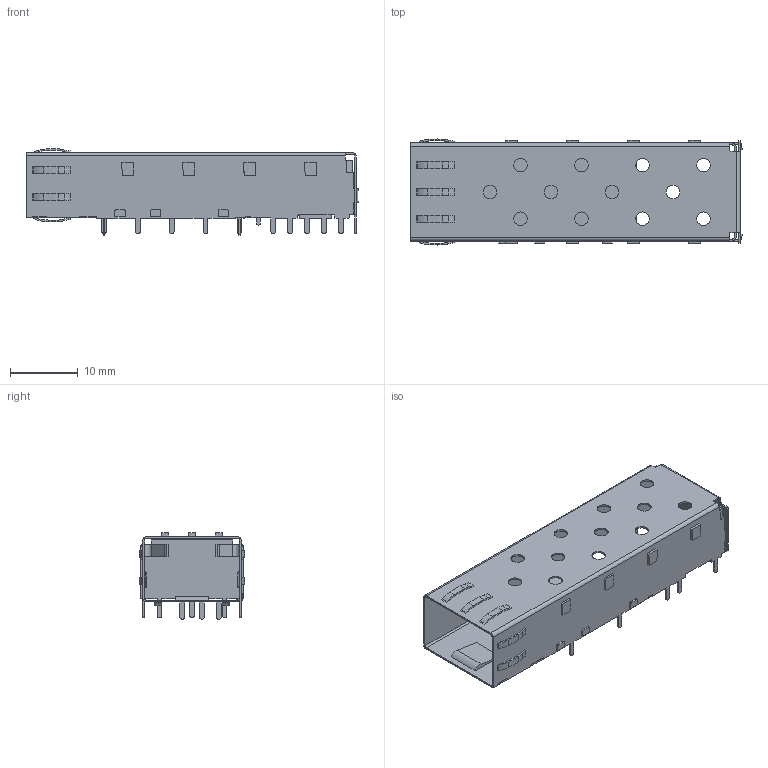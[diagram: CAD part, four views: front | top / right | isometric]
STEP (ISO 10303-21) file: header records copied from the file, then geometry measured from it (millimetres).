
FILE_DESCRIPTION( ( 'STEP AP214' ), '1' );
FILE_NAME( 'psolqas_16408_38.stp', '2020-07-03T11:17:43', ( 'License CC BY-ND 4.0' ), ( 'CADENAS' ), ' ', 'PARTsolutions', ' ' );
FILE_SCHEMA( ( 'AUTOMOTIVE_DESIGN { 1 0 10303 214 1 1 1 1 }' ) );
Length unit declared in the file: metre
Products named in the file (1): 1
Bounding box: 48.99 x 15.64 x 12.77 mm (x, y, z)
Volume: 578.7 mm3; surface area: 4632.9 mm2
Topology: 1 solids, 1 shells, 473 faces, 1391 edges, 940 vertices
Faces by surface type: plane 249, cylinder 204, extrusion 20
Full cylindrical faces by diameter (mm): 2 x12
Entity records: 16023 total; most frequent: CARTESIAN_POINT 3209, ORIENTED_EDGE 2734, DIRECTION 2616, EDGE_CURVE 1367, VERTEX_POINT 928, AXIS2_PLACEMENT_3D 878, VECTOR 860, LINE 840
